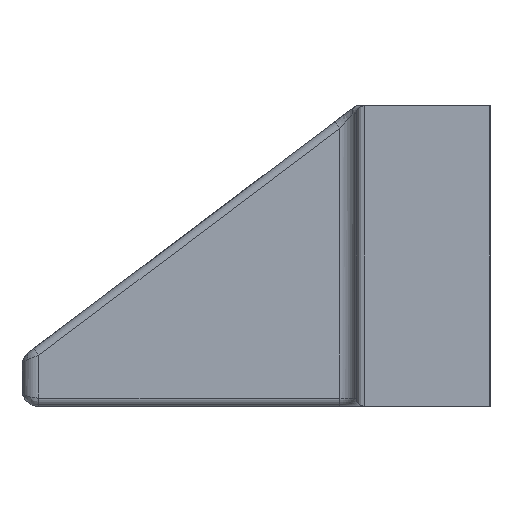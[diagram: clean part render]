
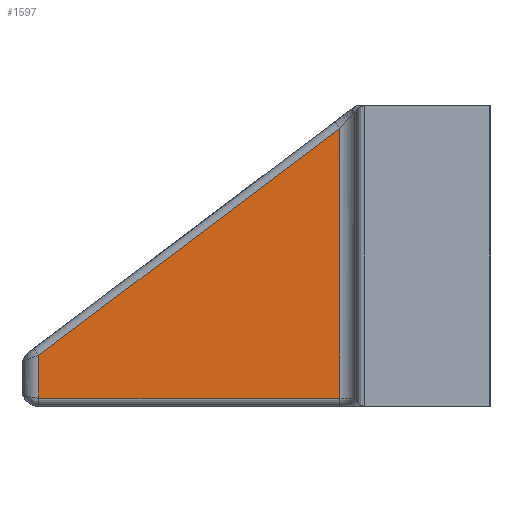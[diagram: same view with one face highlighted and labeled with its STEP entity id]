
A CAD part, left-side view. The second image highlights one B-rep face of the part: STEP entity #1597.
In plain terms, the highlighted planar face has unit normal (-1, 0, 0).
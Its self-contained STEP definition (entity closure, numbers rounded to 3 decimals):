
#40 = ORIENTED_EDGE ( 'NONE', *, *, #465, .T. ) ;
#97 = LINE ( 'NONE', #784, #1569 ) ;
#201 = DIRECTION ( 'NONE',  ( 0., 0., 1. ) ) ;
#348 = CARTESIAN_POINT ( 'NONE',  ( -149.5, 27., 0. ) ) ;
#370 = VERTEX_POINT ( 'NONE', #850 ) ;
#391 = EDGE_CURVE ( 'NONE', #1639, #642, #1872, .T. ) ;
#441 = VERTEX_POINT ( 'NONE', #1758 ) ;
#465 = EDGE_CURVE ( 'NONE', #642, #370, #1589, .T. ) ;
#480 = AXIS2_PLACEMENT_3D ( 'NONE', #2032, #1702, #808 ) ;
#550 = VECTOR ( 'NONE', #201, 1000. ) ;
#642 = VERTEX_POINT ( 'NONE', #804 ) ;
#731 = CARTESIAN_POINT ( 'NONE',  ( -149.5, 9., 9. ) ) ;
#784 = CARTESIAN_POINT ( 'NONE',  ( -149.5, 6.922, 9.186 ) ) ;
#804 = CARTESIAN_POINT ( 'NONE',  ( -149.5, 9., -8.5 ) ) ;
#808 = DIRECTION ( 'NONE',  ( 0., 0., -1. ) ) ;
#850 = CARTESIAN_POINT ( 'NONE',  ( -149.5, 9., 7.62 ) ) ;
#991 = DIRECTION ( 'NONE',  ( 0., -1., 0. ) ) ;
#1046 = DIRECTION ( 'NONE',  ( 0., 0., -1. ) ) ;
#1137 = PLANE ( 'NONE',  #480 ) ;
#1173 = VECTOR ( 'NONE', #1046, 1000. ) ;
#1275 = ORIENTED_EDGE ( 'NONE', *, *, #1766, .T. ) ;
#1393 = LINE ( 'NONE', #348, #1173 ) ;
#1447 = ORIENTED_EDGE ( 'NONE', *, *, #391, .T. ) ;
#1504 = VECTOR ( 'NONE', #991, 1000. ) ;
#1569 = VECTOR ( 'NONE', #1992, 1000. ) ;
#1589 = LINE ( 'NONE', #731, #550 ) ;
#1597 = ADVANCED_FACE ( 'NONE', ( #2186 ), #1137, .T. ) ;
#1639 = VERTEX_POINT ( 'NONE', #2200 ) ;
#1702 = DIRECTION ( 'NONE',  ( -1., 0., 0. ) ) ;
#1758 = CARTESIAN_POINT ( 'NONE',  ( -149.5, 27., -5.944 ) ) ;
#1766 = EDGE_CURVE ( 'NONE', #441, #1639, #1393, .T. ) ;
#1860 = CARTESIAN_POINT ( 'NONE',  ( -149.5, 9., -8.5 ) ) ;
#1872 = LINE ( 'NONE', #1860, #1504 ) ;
#1950 = ORIENTED_EDGE ( 'NONE', *, *, #2190, .T. ) ;
#1992 = DIRECTION ( 'NONE',  ( 0., 0.799, -0.602 ) ) ;
#2032 = CARTESIAN_POINT ( 'NONE',  ( -149.5, 0., 0. ) ) ;
#2164 = EDGE_LOOP ( 'NONE', ( #1275, #1447, #40, #1950 ) ) ;
#2186 = FACE_OUTER_BOUND ( 'NONE', #2164, .T. ) ;
#2190 = EDGE_CURVE ( 'NONE', #370, #441, #97, .T. ) ;
#2200 = CARTESIAN_POINT ( 'NONE',  ( -149.5, 27., -8.5 ) ) ;
